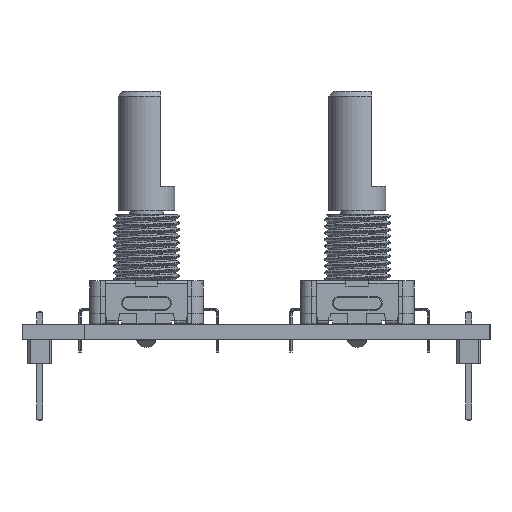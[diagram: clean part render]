
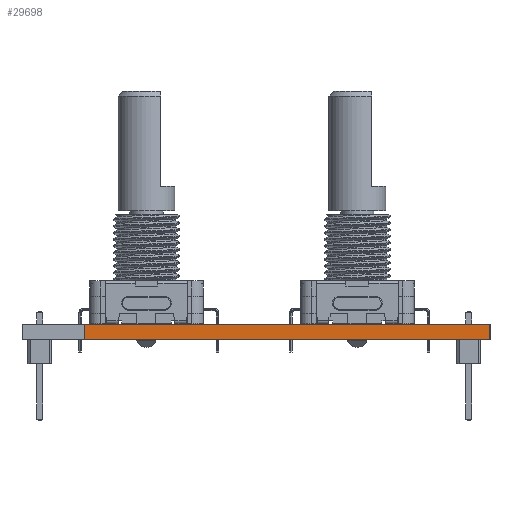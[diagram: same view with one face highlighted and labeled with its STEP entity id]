
A CAD part, left-side view. The second image highlights one B-rep face of the part: STEP entity #29698.
In plain terms, the highlighted planar face has unit normal (-1, 0, 0).
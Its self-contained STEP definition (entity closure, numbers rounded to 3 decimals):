
#27496 = VERTEX_POINT('',#27497);
#27497 = CARTESIAN_POINT('',(77.5,-97.,0.));
#27503 = EDGE_CURVE('',#27496,#27504,#27506,.T.);
#27504 = VERTEX_POINT('',#27505);
#27505 = CARTESIAN_POINT('',(77.5,-54.25,0.));
#27506 = LINE('',#27507,#27508);
#27507 = CARTESIAN_POINT('',(77.5,-97.,0.));
#27508 = VECTOR('',#27509,1.);
#27509 = DIRECTION('',(0.,1.,0.));
#28575 = VERTEX_POINT('',#28576);
#28576 = CARTESIAN_POINT('',(77.5,-97.,1.6));
#28582 = EDGE_CURVE('',#28575,#28583,#28585,.T.);
#28583 = VERTEX_POINT('',#28584);
#28584 = CARTESIAN_POINT('',(77.5,-54.25,1.6));
#28585 = LINE('',#28586,#28587);
#28586 = CARTESIAN_POINT('',(77.5,-97.,1.6));
#28587 = VECTOR('',#28588,1.);
#28588 = DIRECTION('',(0.,1.,0.));
#29670 = EDGE_CURVE('',#27496,#28575,#29671,.T.);
#29671 = LINE('',#29672,#29673);
#29672 = CARTESIAN_POINT('',(77.5,-97.,0.));
#29673 = VECTOR('',#29674,1.);
#29674 = DIRECTION('',(0.,0.,1.));
#29698 = ADVANCED_FACE('',(#29699),#29710,.T.);
#29699 = FACE_BOUND('',#29700,.T.);
#29700 = EDGE_LOOP('',(#29701,#29702,#29703,#29709));
#29701 = ORIENTED_EDGE('',*,*,#29670,.T.);
#29702 = ORIENTED_EDGE('',*,*,#28582,.T.);
#29703 = ORIENTED_EDGE('',*,*,#29704,.F.);
#29704 = EDGE_CURVE('',#27504,#28583,#29705,.T.);
#29705 = LINE('',#29706,#29707);
#29706 = CARTESIAN_POINT('',(77.5,-54.25,0.));
#29707 = VECTOR('',#29708,1.);
#29708 = DIRECTION('',(0.,0.,1.));
#29709 = ORIENTED_EDGE('',*,*,#27503,.F.);
#29710 = PLANE('',#29711);
#29711 = AXIS2_PLACEMENT_3D('',#29712,#29713,#29714);
#29712 = CARTESIAN_POINT('',(77.5,-97.,0.));
#29713 = DIRECTION('',(-1.,0.,0.));
#29714 = DIRECTION('',(0.,1.,0.));
